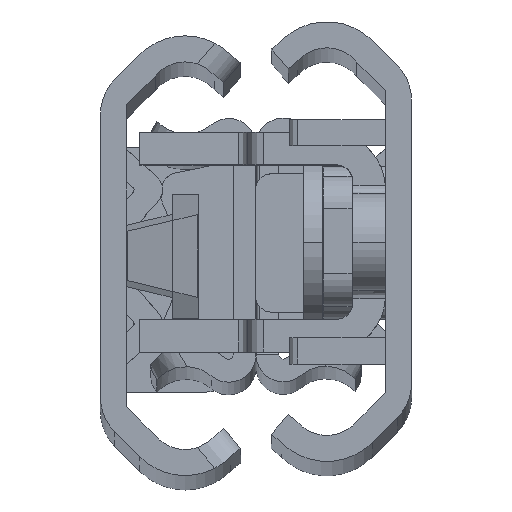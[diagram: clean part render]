
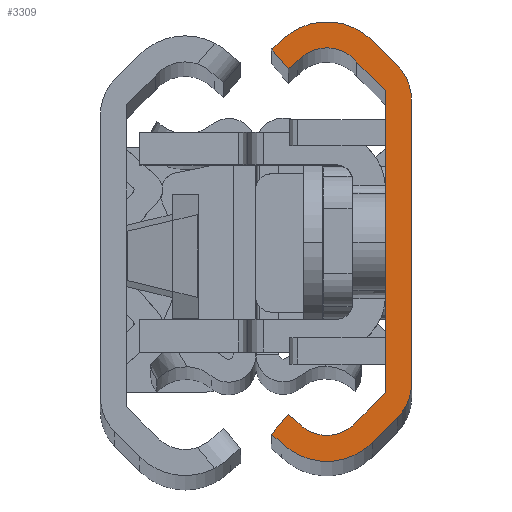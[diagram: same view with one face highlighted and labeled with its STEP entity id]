
A CAD part, top view. The second image highlights one B-rep face of the part: STEP entity #3309.
In plain terms, the highlighted planar face has unit normal (0, 0, 1).
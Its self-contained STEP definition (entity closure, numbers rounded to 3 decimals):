
#6 = CARTESIAN_POINT ( 'NONE',  ( 3., 8.689, 0. ) ) ;
#13 = LINE ( 'NONE', #8281, #708 ) ;
#27 = VECTOR ( 'NONE', #5530, 1000. ) ;
#51 = EDGE_CURVE ( 'NONE', #6127, #1973, #13, .T. ) ;
#104 = VERTEX_POINT ( 'NONE', #4181 ) ;
#155 = CARTESIAN_POINT ( 'NONE',  ( 3.359, 11.028, 0. ) ) ;
#194 = ORIENTED_EDGE ( 'NONE', *, *, #12176, .T. ) ;
#350 = CARTESIAN_POINT ( 'NONE',  ( 2.414, 12.346, 0. ) ) ;
#405 = CARTESIAN_POINT ( 'NONE',  ( 7.986, -12.346, 0. ) ) ;
#708 = VECTOR ( 'NONE', #9273, 1000. ) ;
#835 = ORIENTED_EDGE ( 'NONE', *, *, #2076, .T. ) ;
#916 = VERTEX_POINT ( 'NONE', #5794 ) ;
#982 = ORIENTED_EDGE ( 'NONE', *, *, #11195, .T. ) ;
#1012 = ORIENTED_EDGE ( 'NONE', *, *, #8264, .T. ) ;
#1155 = CARTESIAN_POINT ( 'NONE',  ( 7.986, 12.346, 0. ) ) ;
#1200 = VERTEX_POINT ( 'NONE', #6978 ) ;
#1264 = DIRECTION ( 'NONE',  ( 0., 0., -1. ) ) ;
#1287 = VECTOR ( 'NONE', #5432, 1000. ) ;
#1311 = DIRECTION ( 'NONE',  ( 1., 0., 0. ) ) ;
#1385 = CARTESIAN_POINT ( 'NONE',  ( 3., -8.689, 0. ) ) ;
#1513 = AXIS2_PLACEMENT_3D ( 'NONE', #3706, #1723, #5815 ) ;
#1626 = VERTEX_POINT ( 'NONE', #2134 ) ;
#1633 = VERTEX_POINT ( 'NONE', #2066 ) ;
#1723 = DIRECTION ( 'NONE',  ( 0., 0., -1. ) ) ;
#1739 = CARTESIAN_POINT ( 'NONE',  ( 0.879, -10.811, 0. ) ) ;
#1927 = DIRECTION ( 'NONE',  ( 1., 0., 0. ) ) ;
#1931 = VECTOR ( 'NONE', #7911, 1000. ) ;
#1973 = VERTEX_POINT ( 'NONE', #9724 ) ;
#2066 = CARTESIAN_POINT ( 'NONE',  ( 7.572, -10.605, 0. ) ) ;
#2076 = EDGE_CURVE ( 'NONE', #1200, #1633, #4891, .T. ) ;
#2134 = CARTESIAN_POINT ( 'NONE',  ( 2.414, -12.346, 0. ) ) ;
#2156 = EDGE_CURVE ( 'NONE', #6970, #10237, #5950, .T. ) ;
#2174 = EDGE_CURVE ( 'NONE', #916, #3676, #10016, .T. ) ;
#2246 = LINE ( 'NONE', #6270, #6495 ) ;
#2358 = VERTEX_POINT ( 'NONE', #5548 ) ;
#2876 = AXIS2_PLACEMENT_3D ( 'NONE', #4225, #6139, #5342 ) ;
#3090 = CIRCLE ( 'NONE', #2876, 3. ) ;
#3230 = ORIENTED_EDGE ( 'NONE', *, *, #4037, .T. ) ;
#3233 = EDGE_CURVE ( 'NONE', #1973, #4567, #9598, .T. ) ;
#3269 = VECTOR ( 'NONE', #6816, 1000. ) ;
#3309 = ADVANCED_FACE ( 'NONE', ( #4764 ), #3843, .T. ) ;
#3366 = EDGE_LOOP ( 'NONE', ( #7645, #5524, #11616, #10768, #7386, #9699, #835, #982, #8303, #9885, #8968, #12869, #194, #4849, #10300, #3230, #1012, #4542 ) ) ;
#3607 = CARTESIAN_POINT ( 'NONE',  ( 7.572, -10.605, 0. ) ) ;
#3620 = EDGE_CURVE ( 'NONE', #9231, #104, #7535, .T. ) ;
#3676 = VERTEX_POINT ( 'NONE', #10695 ) ;
#3694 = AXIS2_PLACEMENT_3D ( 'NONE', #6, #11108, #1927 ) ;
#3706 = CARTESIAN_POINT ( 'NONE',  ( 5.2, 9.52, 0. ) ) ;
#3724 = VECTOR ( 'NONE', #6527, 1000. ) ;
#3843 = PLANE ( 'NONE',  #3694 ) ;
#3884 = LINE ( 'NONE', #7977, #1931 ) ;
#3956 = EDGE_CURVE ( 'NONE', #6759, #9231, #3090, .T. ) ;
#4018 = EDGE_CURVE ( 'NONE', #1626, #6589, #5410, .T. ) ;
#4037 = EDGE_CURVE ( 'NONE', #4567, #11538, #4355, .T. ) ;
#4171 = DIRECTION ( 'NONE',  ( 1., 0., 0. ) ) ;
#4181 = CARTESIAN_POINT ( 'NONE',  ( 0., -8.689, 0. ) ) ;
#4225 = CARTESIAN_POINT ( 'NONE',  ( 3., 8.689, 0. ) ) ;
#4355 = LINE ( 'NONE', #12478, #3724 ) ;
#4542 = ORIENTED_EDGE ( 'NONE', *, *, #12041, .T. ) ;
#4560 = AXIS2_PLACEMENT_3D ( 'NONE', #5420, #1264, #4171 ) ;
#4567 = VERTEX_POINT ( 'NONE', #4640 ) ;
#4636 = LINE ( 'NONE', #350, #1287 ) ;
#4640 = CARTESIAN_POINT ( 'NONE',  ( 8.6, 11.831, 0. ) ) ;
#4764 = FACE_OUTER_BOUND ( 'NONE', #3366, .T. ) ;
#4849 = ORIENTED_EDGE ( 'NONE', *, *, #51, .T. ) ;
#4870 = DIRECTION ( 'NONE',  ( 1., 0., 0. ) ) ;
#4891 = LINE ( 'NONE', #8924, #3269 ) ;
#5136 = LINE ( 'NONE', #10228, #8013 ) ;
#5221 = DIRECTION ( 'NONE',  ( 0., 0., 1. ) ) ;
#5258 = EDGE_CURVE ( 'NONE', #3676, #2358, #2246, .T. ) ;
#5342 = DIRECTION ( 'NONE',  ( 1., 0., 0. ) ) ;
#5410 = CIRCLE ( 'NONE', #9438, 3.94 ) ;
#5420 = CARTESIAN_POINT ( 'NONE',  ( 5.2, -9.52, 0. ) ) ;
#5432 = DIRECTION ( 'NONE',  ( -0.707, -0.707, 0. ) ) ;
#5524 = ORIENTED_EDGE ( 'NONE', *, *, #3620, .T. ) ;
#5530 = DIRECTION ( 'NONE',  ( -0.766, -0.643, 0. ) ) ;
#5548 = CARTESIAN_POINT ( 'NONE',  ( 1.6, -9.269, 0. ) ) ;
#5794 = CARTESIAN_POINT ( 'NONE',  ( 6.974, -11.106, 0. ) ) ;
#5815 = DIRECTION ( 'NONE',  ( 1., 0., 0. ) ) ;
#5821 = VERTEX_POINT ( 'NONE', #6787 ) ;
#5950 = LINE ( 'NONE', #8068, #7485 ) ;
#6127 = VERTEX_POINT ( 'NONE', #6384 ) ;
#6139 = DIRECTION ( 'NONE',  ( 0., 0., 1. ) ) ;
#6146 = CARTESIAN_POINT ( 'NONE',  ( 0.879, 10.811, 0. ) ) ;
#6244 = VECTOR ( 'NONE', #6675, 1000. ) ;
#6270 = CARTESIAN_POINT ( 'NONE',  ( 3.359, -11.028, 0. ) ) ;
#6283 = DIRECTION ( 'NONE',  ( 0.707, 0.707, 0. ) ) ;
#6336 = DIRECTION ( 'NONE',  ( -0.707, 0.707, 0. ) ) ;
#6384 = CARTESIAN_POINT ( 'NONE',  ( 6.974, 11.106, 0. ) ) ;
#6472 = EDGE_CURVE ( 'NONE', #10529, #1626, #9407, .T. ) ;
#6495 = VECTOR ( 'NONE', #6336, 1000. ) ;
#6527 = DIRECTION ( 'NONE',  ( -0.766, 0.643, 0. ) ) ;
#6589 = VERTEX_POINT ( 'NONE', #405 ) ;
#6599 = DIRECTION ( 'NONE',  ( 0., 0., 1. ) ) ;
#6675 = DIRECTION ( 'NONE',  ( 0., -1., 0. ) ) ;
#6759 = VERTEX_POINT ( 'NONE', #6146 ) ;
#6787 = CARTESIAN_POINT ( 'NONE',  ( 2.414, 12.346, 0. ) ) ;
#6816 = DIRECTION ( 'NONE',  ( -0.643, 0.766, 0. ) ) ;
#6970 = VERTEX_POINT ( 'NONE', #9322 ) ;
#6978 = CARTESIAN_POINT ( 'NONE',  ( 8.6, -11.831, 0. ) ) ;
#7384 = AXIS2_PLACEMENT_3D ( 'NONE', #1385, #5221, #9326 ) ;
#7386 = ORIENTED_EDGE ( 'NONE', *, *, #4018, .T. ) ;
#7485 = VECTOR ( 'NONE', #6283, 1000. ) ;
#7535 = LINE ( 'NONE', #11565, #6244 ) ;
#7602 = CARTESIAN_POINT ( 'NONE',  ( 2.414, -12.346, 0. ) ) ;
#7645 = ORIENTED_EDGE ( 'NONE', *, *, #3956, .T. ) ;
#7764 = LINE ( 'NONE', #3607, #27 ) ;
#7911 = DIRECTION ( 'NONE',  ( 0.766, 0.643, 0. ) ) ;
#7977 = CARTESIAN_POINT ( 'NONE',  ( 8.6, -11.831, 0. ) ) ;
#8013 = VECTOR ( 'NONE', #11221, 1000. ) ;
#8068 = CARTESIAN_POINT ( 'NONE',  ( 3.359, 11.028, 0. ) ) ;
#8264 = EDGE_CURVE ( 'NONE', #11538, #5821, #9886, .T. ) ;
#8281 = CARTESIAN_POINT ( 'NONE',  ( 7.572, 10.605, 0. ) ) ;
#8303 = ORIENTED_EDGE ( 'NONE', *, *, #2174, .T. ) ;
#8480 = CIRCLE ( 'NONE', #1513, 2.38 ) ;
#8859 = CIRCLE ( 'NONE', #7384, 3. ) ;
#8924 = CARTESIAN_POINT ( 'NONE',  ( 8.6, -11.831, 0. ) ) ;
#8968 = ORIENTED_EDGE ( 'NONE', *, *, #9778, .T. ) ;
#8984 = VECTOR ( 'NONE', #9725, 1000. ) ;
#9231 = VERTEX_POINT ( 'NONE', #11501 ) ;
#9273 = DIRECTION ( 'NONE',  ( 0.766, -0.643, 0. ) ) ;
#9322 = CARTESIAN_POINT ( 'NONE',  ( 1.6, 9.269, 0. ) ) ;
#9326 = DIRECTION ( 'NONE',  ( 1., 0., 0. ) ) ;
#9389 = EDGE_CURVE ( 'NONE', #104, #10529, #8859, .T. ) ;
#9407 = LINE ( 'NONE', #7602, #12004 ) ;
#9438 = AXIS2_PLACEMENT_3D ( 'NONE', #12282, #11290, #1311 ) ;
#9598 = LINE ( 'NONE', #11830, #8984 ) ;
#9699 = ORIENTED_EDGE ( 'NONE', *, *, #10933, .T. ) ;
#9724 = CARTESIAN_POINT ( 'NONE',  ( 7.572, 10.605, 0. ) ) ;
#9725 = DIRECTION ( 'NONE',  ( 0.643, 0.766, 0. ) ) ;
#9778 = EDGE_CURVE ( 'NONE', #2358, #6970, #5136, .T. ) ;
#9885 = ORIENTED_EDGE ( 'NONE', *, *, #5258, .T. ) ;
#9886 = CIRCLE ( 'NONE', #10532, 3.94 ) ;
#10016 = CIRCLE ( 'NONE', #4560, 2.38 ) ;
#10228 = CARTESIAN_POINT ( 'NONE',  ( 1.6, 9.269, 0. ) ) ;
#10237 = VERTEX_POINT ( 'NONE', #155 ) ;
#10300 = ORIENTED_EDGE ( 'NONE', *, *, #3233, .T. ) ;
#10529 = VERTEX_POINT ( 'NONE', #1739 ) ;
#10532 = AXIS2_PLACEMENT_3D ( 'NONE', #12420, #6599, #4870 ) ;
#10695 = CARTESIAN_POINT ( 'NONE',  ( 3.359, -11.028, 0. ) ) ;
#10768 = ORIENTED_EDGE ( 'NONE', *, *, #6472, .T. ) ;
#10933 = EDGE_CURVE ( 'NONE', #6589, #1200, #3884, .T. ) ;
#11108 = DIRECTION ( 'NONE',  ( 0., 0., 1. ) ) ;
#11195 = EDGE_CURVE ( 'NONE', #1633, #916, #7764, .T. ) ;
#11221 = DIRECTION ( 'NONE',  ( 0., 1., 0. ) ) ;
#11290 = DIRECTION ( 'NONE',  ( 0., 0., 1. ) ) ;
#11444 = DIRECTION ( 'NONE',  ( 0.707, -0.707, 0. ) ) ;
#11501 = CARTESIAN_POINT ( 'NONE',  ( 0., 8.689, 0. ) ) ;
#11538 = VERTEX_POINT ( 'NONE', #1155 ) ;
#11565 = CARTESIAN_POINT ( 'NONE',  ( 0., -8.689, 0. ) ) ;
#11616 = ORIENTED_EDGE ( 'NONE', *, *, #9389, .T. ) ;
#11830 = CARTESIAN_POINT ( 'NONE',  ( 8.6, 11.831, 0. ) ) ;
#12004 = VECTOR ( 'NONE', #11444, 1000. ) ;
#12041 = EDGE_CURVE ( 'NONE', #5821, #6759, #4636, .T. ) ;
#12176 = EDGE_CURVE ( 'NONE', #10237, #6127, #8480, .T. ) ;
#12282 = CARTESIAN_POINT ( 'NONE',  ( 5.2, -9.56, 0. ) ) ;
#12420 = CARTESIAN_POINT ( 'NONE',  ( 5.2, 9.56, 0. ) ) ;
#12478 = CARTESIAN_POINT ( 'NONE',  ( 8.6, 11.831, 0. ) ) ;
#12869 = ORIENTED_EDGE ( 'NONE', *, *, #2156, .T. ) ;
